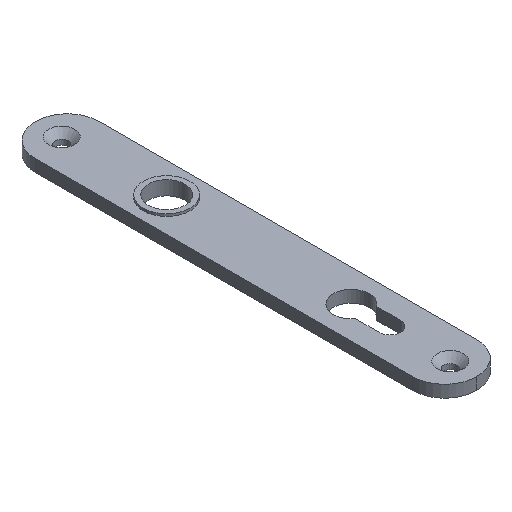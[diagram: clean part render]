
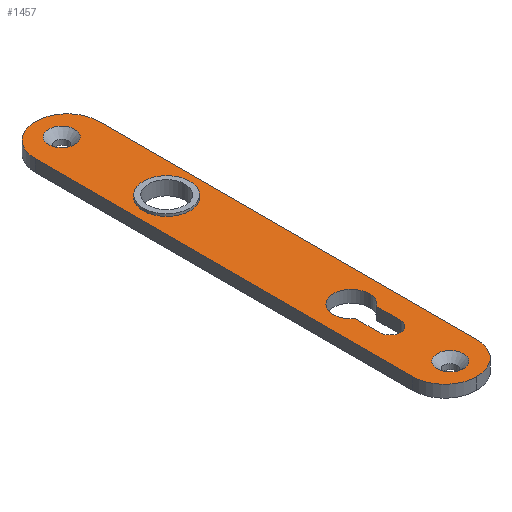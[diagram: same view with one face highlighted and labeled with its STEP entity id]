
A CAD part, isometric view. The second image highlights one B-rep face of the part: STEP entity #1457.
In plain terms, the highlighted planar face has unit normal (0, 0, 1).
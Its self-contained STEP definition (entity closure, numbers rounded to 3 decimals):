
#56 = DIRECTION ( 'NONE',  ( 1., 0., 0. ) ) ;
#126 = EDGE_CURVE ( 'NONE', #11451, #872, #11243, .T. ) ;
#662 = DIRECTION ( 'NONE',  ( 0., 0., 1. ) ) ;
#872 = VERTEX_POINT ( 'NONE', #8567 ) ;
#1078 = DIRECTION ( 'NONE',  ( 1., 0., 0. ) ) ;
#1160 = DIRECTION ( 'NONE',  ( 0., 1., 0. ) ) ;
#1164 = CARTESIAN_POINT ( 'NONE',  ( -16., 94., 6. ) ) ;
#1270 = CARTESIAN_POINT ( 'NONE',  ( 0., 96.75, 6. ) ) ;
#1355 = ORIENTED_EDGE ( 'NONE', *, *, #5266, .T. ) ;
#1457 = ADVANCED_FACE ( 'NONE', ( #10896, #8036, #5491, #2956, #3847 ), #4602, .T. ) ;
#1540 = VERTEX_POINT ( 'NONE', #4048 ) ;
#1578 = EDGE_CURVE ( 'NONE', #2535, #9872, #12145, .T. ) ;
#1638 = CARTESIAN_POINT ( 'NONE',  ( 0., 94., 6. ) ) ;
#1706 = CIRCLE ( 'NONE', #11856, 16. ) ;
#1713 = CARTESIAN_POINT ( 'NONE',  ( 0., -110., 6. ) ) ;
#1840 = EDGE_LOOP ( 'NONE', ( #1355, #2902, #3780, #6911, #4541, #5753 ) ) ;
#2191 = CIRCLE ( 'NONE', #8289, 6.55 ) ;
#2305 = EDGE_CURVE ( 'NONE', #9872, #3263, #10070, .T. ) ;
#2311 = ORIENTED_EDGE ( 'NONE', *, *, #7748, .T. ) ;
#2440 = DIRECTION ( 'NONE',  ( 0., 0., -1. ) ) ;
#2535 = VERTEX_POINT ( 'NONE', #6829 ) ;
#2542 = CIRCLE ( 'NONE', #4468, 5.25 ) ;
#2549 = DIRECTION ( 'NONE',  ( 1., 0., 0. ) ) ;
#2576 = AXIS2_PLACEMENT_3D ( 'NONE', #11551, #5772, #56 ) ;
#2592 = DIRECTION ( 'NONE',  ( 1., 0., 0. ) ) ;
#2725 = CARTESIAN_POINT ( 'NONE',  ( 16., 110., 6. ) ) ;
#2864 = EDGE_LOOP ( 'NONE', ( #3326 ) ) ;
#2902 = ORIENTED_EDGE ( 'NONE', *, *, #5050, .T. ) ;
#2956 = FACE_OUTER_BOUND ( 'NONE', #1840, .T. ) ;
#3100 = DIRECTION ( 'NONE',  ( 1., 0., 0. ) ) ;
#3186 = DIRECTION ( 'NONE',  ( 1., 0., 0. ) ) ;
#3263 = VERTEX_POINT ( 'NONE', #9585 ) ;
#3326 = ORIENTED_EDGE ( 'NONE', *, *, #10374, .F. ) ;
#3362 = DIRECTION ( 'NONE',  ( 0., -1., 0. ) ) ;
#3594 = DIRECTION ( 'NONE',  ( 0., 1., 0. ) ) ;
#3780 = ORIENTED_EDGE ( 'NONE', *, *, #6550, .T. ) ;
#3847 = FACE_BOUND ( 'NONE', #2864, .T. ) ;
#3883 = CARTESIAN_POINT ( 'NONE',  ( 10., 44.5, 6. ) ) ;
#3957 = EDGE_CURVE ( 'NONE', #10819, #10819, #12321, .T. ) ;
#3984 = CARTESIAN_POINT ( 'NONE',  ( 0., 44.5, 6. ) ) ;
#4024 = EDGE_LOOP ( 'NONE', ( #4435, #6674, #4637, #7666 ) ) ;
#4048 = CARTESIAN_POINT ( 'NONE',  ( 6.55, 96.75, 6. ) ) ;
#4228 = DIRECTION ( 'NONE',  ( 0., 0., -1. ) ) ;
#4398 = EDGE_CURVE ( 'NONE', #3263, #12195, #10925, .T. ) ;
#4435 = ORIENTED_EDGE ( 'NONE', *, *, #1578, .F. ) ;
#4468 = AXIS2_PLACEMENT_3D ( 'NONE', #4556, #11531, #1078 ) ;
#4541 = ORIENTED_EDGE ( 'NONE', *, *, #10398, .T. ) ;
#4556 = CARTESIAN_POINT ( 'NONE',  ( 0., -66.75, 6. ) ) ;
#4602 = PLANE ( 'NONE',  #6079 ) ;
#4637 = ORIENTED_EDGE ( 'NONE', *, *, #4398, .F. ) ;
#4926 = AXIS2_PLACEMENT_3D ( 'NONE', #3984, #9847, #10708 ) ;
#5050 = EDGE_CURVE ( 'NONE', #10092, #7994, #10766, .T. ) ;
#5140 = CARTESIAN_POINT ( 'NONE',  ( -16., 110., 6. ) ) ;
#5266 = EDGE_CURVE ( 'NONE', #872, #10092, #1706, .T. ) ;
#5384 = EDGE_CURVE ( 'NONE', #6045, #12339, #7085, .T. ) ;
#5473 = CARTESIAN_POINT ( 'NONE',  ( 0., 0., 6. ) ) ;
#5491 = FACE_BOUND ( 'NONE', #4024, .T. ) ;
#5527 = CARTESIAN_POINT ( 'NONE',  ( 0., 110., 6. ) ) ;
#5753 = ORIENTED_EDGE ( 'NONE', *, *, #126, .T. ) ;
#5772 = DIRECTION ( 'NONE',  ( 0., 0., 1. ) ) ;
#5814 = VECTOR ( 'NONE', #12047, 1000. ) ;
#6045 = VERTEX_POINT ( 'NONE', #8990 ) ;
#6079 = AXIS2_PLACEMENT_3D ( 'NONE', #5473, #8353, #2549 ) ;
#6550 = EDGE_CURVE ( 'NONE', #7994, #6045, #7164, .T. ) ;
#6674 = ORIENTED_EDGE ( 'NONE', *, *, #10181, .F. ) ;
#6829 = CARTESIAN_POINT ( 'NONE',  ( 5.25, -66.75, 6. ) ) ;
#6911 = ORIENTED_EDGE ( 'NONE', *, *, #5384, .T. ) ;
#7000 = CARTESIAN_POINT ( 'NONE',  ( 0., 94., 6. ) ) ;
#7001 = CARTESIAN_POINT ( 'NONE',  ( 0., -94., 6. ) ) ;
#7027 = EDGE_LOOP ( 'NONE', ( #2311 ) ) ;
#7085 = CIRCLE ( 'NONE', #11014, 16. ) ;
#7164 = LINE ( 'NONE', #2725, #7780 ) ;
#7251 = CARTESIAN_POINT ( 'NONE',  ( 0., -96.75, 6. ) ) ;
#7404 = AXIS2_PLACEMENT_3D ( 'NONE', #7251, #4228, #8145 ) ;
#7618 = CARTESIAN_POINT ( 'NONE',  ( 5.25, -54.81, 6. ) ) ;
#7666 = ORIENTED_EDGE ( 'NONE', *, *, #2305, .F. ) ;
#7748 = EDGE_CURVE ( 'NONE', #1540, #1540, #2191, .T. ) ;
#7780 = VECTOR ( 'NONE', #3594, 1000. ) ;
#7892 = CIRCLE ( 'NONE', #4926, 10. ) ;
#7941 = CARTESIAN_POINT ( 'NONE',  ( 16., -94., 6. ) ) ;
#7994 = VERTEX_POINT ( 'NONE', #7941 ) ;
#8006 = DIRECTION ( 'NONE',  ( 0., 0., 1. ) ) ;
#8036 = FACE_BOUND ( 'NONE', #7027, .T. ) ;
#8145 = DIRECTION ( 'NONE',  ( 1., 0., 0. ) ) ;
#8209 = CARTESIAN_POINT ( 'NONE',  ( -5.25, -66.75, 6. ) ) ;
#8289 = AXIS2_PLACEMENT_3D ( 'NONE', #1270, #2440, #3100 ) ;
#8310 = AXIS2_PLACEMENT_3D ( 'NONE', #7000, #9732, #11692 ) ;
#8353 = DIRECTION ( 'NONE',  ( 0., 0., 1. ) ) ;
#8567 = CARTESIAN_POINT ( 'NONE',  ( -16., -94., 6. ) ) ;
#8681 = EDGE_LOOP ( 'NONE', ( #11257 ) ) ;
#8990 = CARTESIAN_POINT ( 'NONE',  ( 16., 94., 6. ) ) ;
#9045 = CARTESIAN_POINT ( 'NONE',  ( -5.25, -66.75, 6. ) ) ;
#9390 = DIRECTION ( 'NONE',  ( 1., 0., 0. ) ) ;
#9421 = DIRECTION ( 'NONE',  ( 0., 0., 1. ) ) ;
#9585 = CARTESIAN_POINT ( 'NONE',  ( -5.25, -54.81, 6. ) ) ;
#9732 = DIRECTION ( 'NONE',  ( 0., 0., 1. ) ) ;
#9847 = DIRECTION ( 'NONE',  ( 0., 0., 1. ) ) ;
#9872 = VERTEX_POINT ( 'NONE', #11005 ) ;
#10070 = CIRCLE ( 'NONE', #2576, 9. ) ;
#10092 = VERTEX_POINT ( 'NONE', #1713 ) ;
#10181 = EDGE_CURVE ( 'NONE', #12195, #2535, #2542, .T. ) ;
#10374 = EDGE_CURVE ( 'NONE', #10395, #10395, #7892, .T. ) ;
#10395 = VERTEX_POINT ( 'NONE', #3883 ) ;
#10398 = EDGE_CURVE ( 'NONE', #12339, #11451, #11181, .T. ) ;
#10708 = DIRECTION ( 'NONE',  ( 1., 0., 0. ) ) ;
#10753 = VECTOR ( 'NONE', #1160, 1000. ) ;
#10766 = CIRCLE ( 'NONE', #11198, 16. ) ;
#10819 = VERTEX_POINT ( 'NONE', #11713 ) ;
#10896 = FACE_BOUND ( 'NONE', #8681, .T. ) ;
#10925 = LINE ( 'NONE', #8209, #5814 ) ;
#11005 = CARTESIAN_POINT ( 'NONE',  ( 5.25, -54.81, 6. ) ) ;
#11014 = AXIS2_PLACEMENT_3D ( 'NONE', #1638, #9421, #9390 ) ;
#11072 = VECTOR ( 'NONE', #3362, 1000. ) ;
#11156 = CARTESIAN_POINT ( 'NONE',  ( 0., -94., 6. ) ) ;
#11181 = CIRCLE ( 'NONE', #8310, 16. ) ;
#11198 = AXIS2_PLACEMENT_3D ( 'NONE', #7001, #8006, #3186 ) ;
#11243 = LINE ( 'NONE', #5140, #11072 ) ;
#11257 = ORIENTED_EDGE ( 'NONE', *, *, #3957, .T. ) ;
#11451 = VERTEX_POINT ( 'NONE', #1164 ) ;
#11531 = DIRECTION ( 'NONE',  ( 0., 0., 1. ) ) ;
#11551 = CARTESIAN_POINT ( 'NONE',  ( 0., -47.5, 6. ) ) ;
#11692 = DIRECTION ( 'NONE',  ( 1., 0., 0. ) ) ;
#11713 = CARTESIAN_POINT ( 'NONE',  ( 6.55, -96.75, 6. ) ) ;
#11856 = AXIS2_PLACEMENT_3D ( 'NONE', #11156, #662, #2592 ) ;
#12047 = DIRECTION ( 'NONE',  ( 0., -1., 0. ) ) ;
#12145 = LINE ( 'NONE', #7618, #10753 ) ;
#12195 = VERTEX_POINT ( 'NONE', #9045 ) ;
#12321 = CIRCLE ( 'NONE', #7404, 6.55 ) ;
#12339 = VERTEX_POINT ( 'NONE', #5527 ) ;
